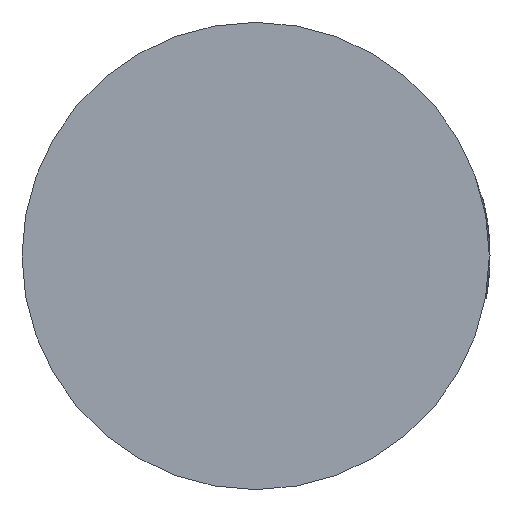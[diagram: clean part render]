
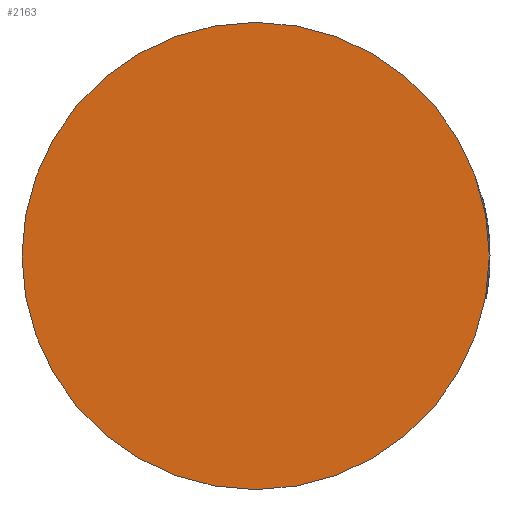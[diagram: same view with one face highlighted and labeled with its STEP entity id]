
A CAD part, front view. The second image highlights one B-rep face of the part: STEP entity #2163.
In plain terms, the highlighted planar face has unit normal (0, 1, 0).
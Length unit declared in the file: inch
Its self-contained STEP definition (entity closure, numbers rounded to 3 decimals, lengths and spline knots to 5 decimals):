
#536=CARTESIAN_POINT('',(0.,-0.27559,0.));
#537=DIRECTION('',(0.,-1.,0.));
#538=DIRECTION('',(0.,0.,-1.));
#539=AXIS2_PLACEMENT_3D('',#536,#537,#538);
#541=CARTESIAN_POINT('',(0.,-0.27559,0.));
#542=DIRECTION('',(0.,-1.,0.));
#543=DIRECTION('',(0.,0.,1.));
#544=AXIS2_PLACEMENT_3D('',#541,#542,#543);
#1615=CARTESIAN_POINT('',(0.,-0.27559,-0.12598));
#1617=VERTEX_POINT('',#1615);
#1622=CARTESIAN_POINT('',(0.,-0.27559,0.12598));
#1623=VERTEX_POINT('',#1622);
#2153=CARTESIAN_POINT('',(0.,-0.27559,0.));
#2154=DIRECTION('',(0.,1.,0.));
#2155=DIRECTION('',(0.,0.,1.));
#2156=AXIS2_PLACEMENT_3D('',#2153,#2154,#2155);
#2157=PLANE('',#2156);
#2158=ORIENTED_EDGE('',*,*,#2039,.T.);
#2160=ORIENTED_EDGE('',*,*,#2159,.T.);
#2161=EDGE_LOOP('',(#2158,#2160));
#2162=FACE_OUTER_BOUND('',#2161,.F.);
#2163=ADVANCED_FACE('',(#2162),#2157,.T.);
#540=CIRCLE('',#539,0.12598);
#545=CIRCLE('',#544,0.12598);
#2039=EDGE_CURVE('',#1617,#1623,#540,.T.);
#2159=EDGE_CURVE('',#1623,#1617,#545,.T.);
